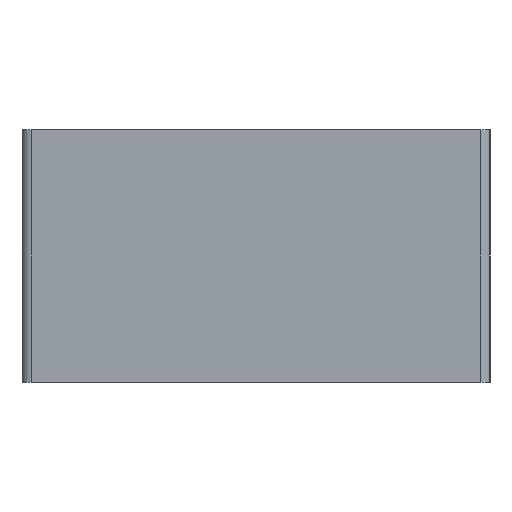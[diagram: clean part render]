
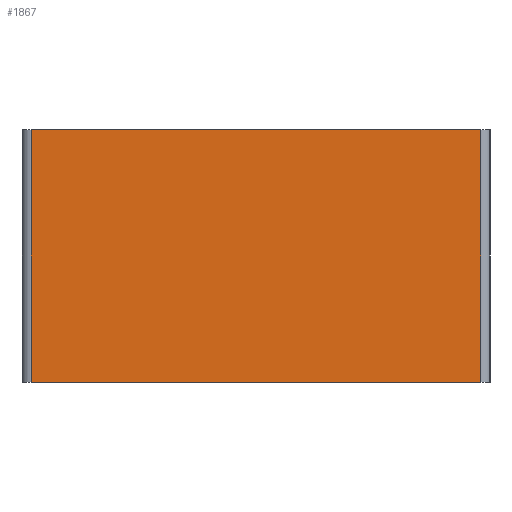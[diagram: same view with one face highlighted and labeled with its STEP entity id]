
A CAD part, left-side view. The second image highlights one B-rep face of the part: STEP entity #1867.
In plain terms, the highlighted planar face has unit normal (-1, 0, 0).
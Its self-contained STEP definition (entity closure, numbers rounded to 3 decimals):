
#114=PLANE('',#2027);
#208=FACE_OUTER_BOUND('',#332,.T.);
#332=EDGE_LOOP('',(#1684,#1685,#1686,#1687));
#533=LINE('',#3054,#727);
#535=LINE('',#3060,#729);
#536=LINE('',#3063,#730);
#537=LINE('',#3064,#731);
#727=VECTOR('',#2523,10.);
#729=VECTOR('',#2531,10.);
#730=VECTOR('',#2534,10.);
#731=VECTOR('',#2535,10.);
#964=VERTEX_POINT('',#3050);
#966=VERTEX_POINT('',#3053);
#967=VERTEX_POINT('',#3058);
#968=VERTEX_POINT('',#3062);
#1218=EDGE_CURVE('',#964,#966,#533,.T.);
#1222=EDGE_CURVE('',#966,#967,#535,.T.);
#1223=EDGE_CURVE('',#967,#968,#536,.T.);
#1224=EDGE_CURVE('',#968,#964,#537,.T.);
#1684=ORIENTED_EDGE('',*,*,#1223,.F.);
#1685=ORIENTED_EDGE('',*,*,#1222,.F.);
#1686=ORIENTED_EDGE('',*,*,#1218,.F.);
#1687=ORIENTED_EDGE('',*,*,#1224,.F.);
#1867=ADVANCED_FACE('',(#208),#114,.T.);
#2027=AXIS2_PLACEMENT_3D('',#3061,#2532,#2533);
#2523=DIRECTION('',(0.,1.,0.));
#2531=DIRECTION('',(0.,0.,1.));
#2532=DIRECTION('center_axis',(-1.,0.,0.));
#2533=DIRECTION('ref_axis',(0.,-1.,0.));
#2534=DIRECTION('',(0.,-1.,0.));
#2535=DIRECTION('',(0.,0.,-1.));
#3050=CARTESIAN_POINT('',(0.,-98.,0.));
#3053=CARTESIAN_POINT('',(0.,-2.,0.));
#3054=CARTESIAN_POINT('',(0.,-100.,0.));
#3058=CARTESIAN_POINT('',(0.,-2.,54.));
#3060=CARTESIAN_POINT('',(0.,-2.,0.));
#3061=CARTESIAN_POINT('Origin',(0.,0.,0.));
#3062=CARTESIAN_POINT('',(0.,-98.,54.));
#3063=CARTESIAN_POINT('',(0.,-25.,54.));
#3064=CARTESIAN_POINT('',(0.,-98.,0.));
